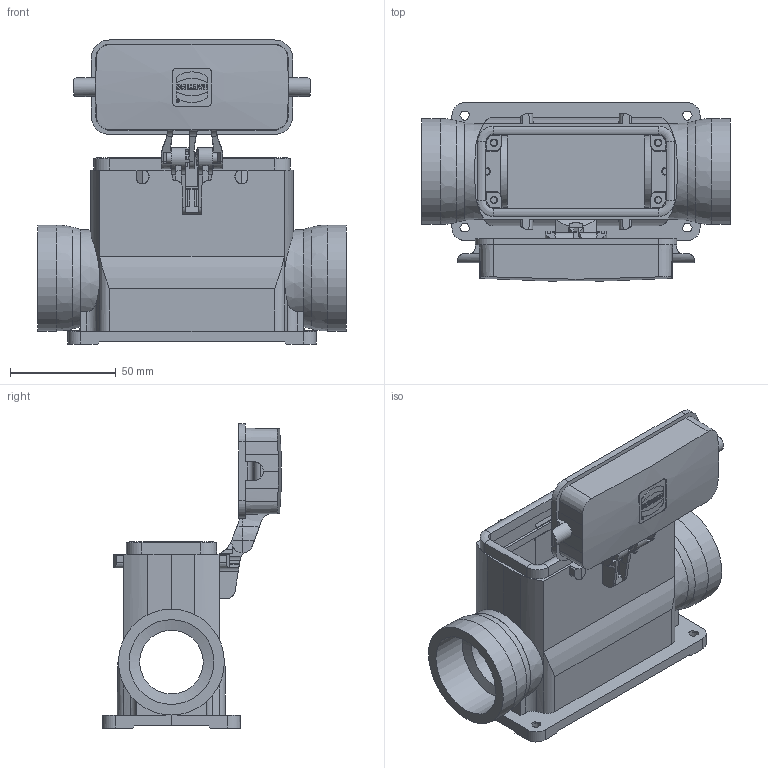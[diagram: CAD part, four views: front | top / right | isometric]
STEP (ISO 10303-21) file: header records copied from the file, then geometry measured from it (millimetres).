
FILE_DESCRIPTION(/* description */ (''),/* implementation_level */ '2;1');
FILE_NAME(/* name */ '100750687ugm000_c.stp',/* time_stamp */ '2022-03-12T05:59:21+01:00',/* author */ (''),/* organization */ (''),/* preprocessor_version */ 'ST-DEVELOPER v16.7',/* originating_system */ 'SIEMENS PLM Software NX 1911',/* authorisation */ '');
FILE_SCHEMA (('AUTOMOTIVE_DESIGN { 1 0 10303 214 3 1 1 1 }'));
Length unit declared in the file: millimetre
Products named in the file (1): 100750687ugm000_c
Bounding box: 145.7 x 84.43 x 143.5 mm (x, y, z)
Volume: 17904 mm3; surface area: 94980.6 mm2
Topology: 1 solids, 503 shells, 738 faces, 3390 edges, 3143 vertices
Faces by surface type: plane 485, cylinder 155, cone 68, bspline 20, extrusion 6, torus 4
Full cylindrical faces by diameter (mm): 1.006 x1, 1.477 x1, 3 x4, 3.5 x4, 4.8 x2, 30 x2, 40 x2, 49.95 x2
Entity records: 46324 total; most frequent: CARTESIAN_POINT 10859, DIRECTION 5318, ORIENTED_EDGE 3978, EDGE_CURVE 3346, VERTEX_POINT 3128, VECTOR 2160, LINE 2154, AXIS2_PLACEMENT_3D 1579
